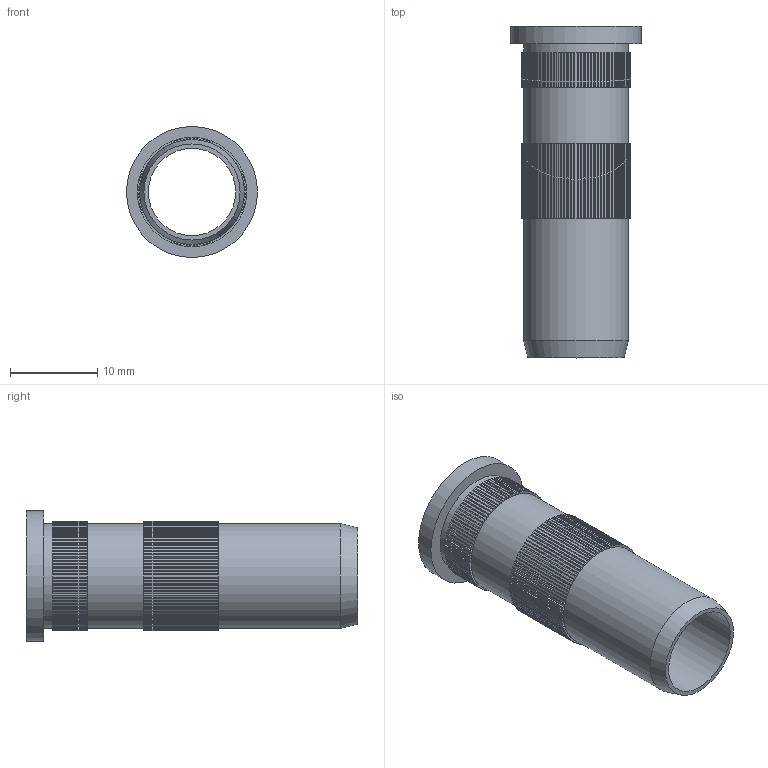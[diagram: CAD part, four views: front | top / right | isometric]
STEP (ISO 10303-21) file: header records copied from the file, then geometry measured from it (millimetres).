
FILE_DESCRIPTION((''),'2;1');
FILE_NAME('AR3532.stp','2016-06-15T15:24:44',('Konstruktor II'),(''),'Autodesk Inventor 2013','Autodesk Inventor 2013','');
FILE_SCHEMA(('AUTOMOTIVE_DESIGN { 1 0 10303 214 1 1 1 1 }'));
Length unit declared in the file: millimetre
Products named in the file (1): AR3532
Bounding box: 15 x 38 x 15 mm (x, y, z)
Volume: 1500.2 mm3; surface area: 4097.6 mm2
Topology: 201 solids, 201 shells, 1407 faces, 3015 edges, 2007 vertices
Faces by surface type: plane 1403, cylinder 3, cone 1
Full cylindrical faces by diameter (mm): 10 x1, 12 x1, 15 x1
Entity records: 38174 total; most frequent: CARTESIAN_POINT 6622, ORIENTED_EDGE 6414, DIRECTION 6030, EDGE_CURVE 3207, VECTOR 3200, LINE 3200, VERTEX_POINT 2007, EDGE_LOOP 1614
